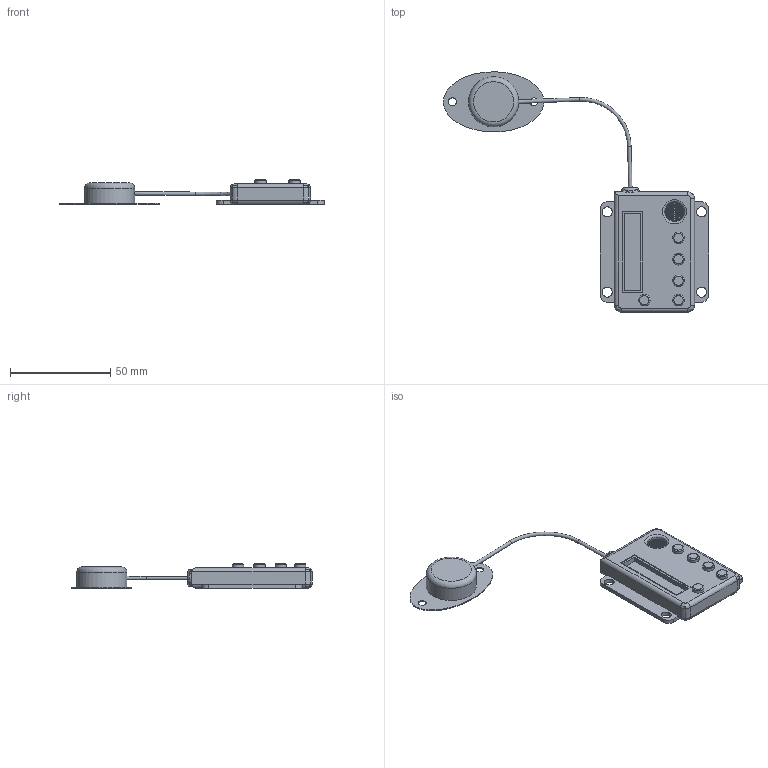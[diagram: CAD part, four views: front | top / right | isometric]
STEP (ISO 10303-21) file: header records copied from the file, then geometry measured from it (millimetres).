
FILE_DESCRIPTION(/* description */ (''),/* implementation_level */ '2;1');
FILE_NAME(/* name */ '3d printing''insulin pump v13.step',/* time_stamp */ '2022-02-20T15:06:18+06:00',/* author */ (''),/* organization */ (''),/* preprocessor_version */ 'ST-DEVELOPER v18.1',/* originating_system */ 'Autodesk Translation Framework v10.13.0.1454',/* authorisation */ '');
FILE_SCHEMA (('AUTOMOTIVE_DESIGN { 1 0 10303 214 3 1 1 }'));
Length unit declared in the file: millimetre
Products named in the file (5): insulin pump; Component1; Component2; glass; Component4
Assembly tree (4 placements, depth 3):
  insulin pump
    Component1
    Component2
      glass
    Component4
Bounding box: 132.13 x 119.8 x 12.02 mm (x, y, z)
Volume: 13500.3 mm3; surface area: 18907.7 mm2
Topology: 10 solids, 10 shells, 256 faces, 676 edges, 443 vertices
Faces by surface type: cylinder 163, plane 71, bspline 12, torus 9, cone 1
Full cylindrical faces by diameter (mm): 0.5 x96, 1.75 x2, 1.79 x2, 4 x2, 4.4 x1, 5 x4, 5.657 x5, 10 x3, 12 x1, 25 x1
Entity records: 9077 total; most frequent: CARTESIAN_POINT 1870, DIRECTION 1531, ORIENTED_EDGE 1352, EDGE_CURVE 676, AXIS2_PLACEMENT_3D 633, EDGE_LOOP 473, VERTEX_POINT 443, CIRCLE 376
